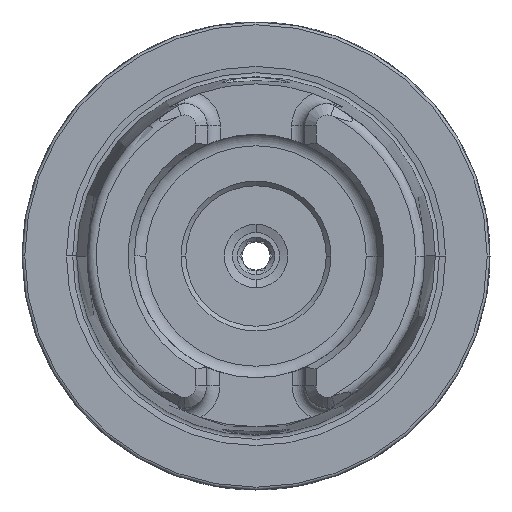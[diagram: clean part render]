
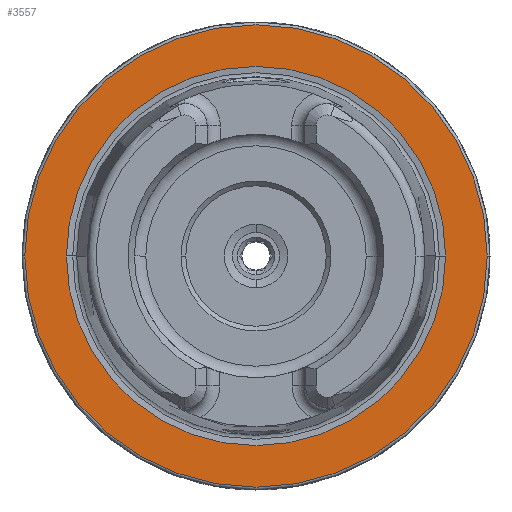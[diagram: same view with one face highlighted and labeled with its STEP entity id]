
A CAD part, left-side view. The second image highlights one B-rep face of the part: STEP entity #3557.
In plain terms, the highlighted planar face has unit normal (-1, 0, 0).
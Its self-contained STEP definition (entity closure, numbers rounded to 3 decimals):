
#31 = AXIS2_PLACEMENT_3D ( 'NONE', #5018, #4977, #3006 ) ;
#842 = DIRECTION ( 'NONE',  ( 0., -1., 0. ) ) ;
#899 = EDGE_LOOP ( 'NONE', ( #8076, #2701 ) ) ;
#993 = DIRECTION ( 'NONE',  ( 0., -1., 0. ) ) ;
#1294 = CARTESIAN_POINT ( 'NONE',  ( 0., 0., 0. ) ) ;
#1395 = DIRECTION ( 'NONE',  ( -1., 0., 0. ) ) ;
#1479 = VERTEX_POINT ( 'NONE', #7419 ) ;
#1495 = CARTESIAN_POINT ( 'NONE',  ( 0., 20.258, 0. ) ) ;
#1692 = DIRECTION ( 'NONE',  ( -1., 0., 0. ) ) ;
#1969 = CIRCLE ( 'NONE', #6775, 20.258 ) ;
#1971 = CARTESIAN_POINT ( 'NONE',  ( 0., -24.7, 0. ) ) ;
#1986 = CARTESIAN_POINT ( 'NONE',  ( 0., 0., 0. ) ) ;
#2135 = CIRCLE ( 'NONE', #6394, 24.7 ) ;
#2282 = EDGE_CURVE ( 'NONE', #1479, #6116, #7742, .T. ) ;
#2407 = CARTESIAN_POINT ( 'NONE',  ( 0., 0., 0. ) ) ;
#2701 = ORIENTED_EDGE ( 'NONE', *, *, #2947, .T. ) ;
#2947 = EDGE_CURVE ( 'NONE', #7326, #7287, #2135, .T. ) ;
#3006 = DIRECTION ( 'NONE',  ( 0., 1., 0. ) ) ;
#3557 = ADVANCED_FACE ( 'NONE', ( #6281, #3690 ), #6315, .F. ) ;
#3640 = EDGE_CURVE ( 'NONE', #7287, #7326, #8193, .T. ) ;
#3690 = FACE_OUTER_BOUND ( 'NONE', #899, .T. ) ;
#4000 = ORIENTED_EDGE ( 'NONE', *, *, #2282, .F. ) ;
#4157 = AXIS2_PLACEMENT_3D ( 'NONE', #7983, #4264, #993 ) ;
#4264 = DIRECTION ( 'NONE',  ( -1., 0., 0. ) ) ;
#4478 = CARTESIAN_POINT ( 'NONE',  ( 0., 24.7, 0. ) ) ;
#4977 = DIRECTION ( 'NONE',  ( 1., 0., 0. ) ) ;
#5018 = CARTESIAN_POINT ( 'NONE',  ( 0., 24.7, 0. ) ) ;
#5815 = DIRECTION ( 'NONE',  ( 0., -1., 0. ) ) ;
#6116 = VERTEX_POINT ( 'NONE', #1495 ) ;
#6281 = FACE_BOUND ( 'NONE', #6632, .T. ) ;
#6292 = DIRECTION ( 'NONE',  ( 0., -1., 0. ) ) ;
#6315 = PLANE ( 'NONE',  #31 ) ;
#6394 = AXIS2_PLACEMENT_3D ( 'NONE', #1986, #1395, #842 ) ;
#6411 = ORIENTED_EDGE ( 'NONE', *, *, #6760, .F. ) ;
#6462 = AXIS2_PLACEMENT_3D ( 'NONE', #1294, #6983, #5815 ) ;
#6632 = EDGE_LOOP ( 'NONE', ( #4000, #6411 ) ) ;
#6760 = EDGE_CURVE ( 'NONE', #6116, #1479, #1969, .T. ) ;
#6775 = AXIS2_PLACEMENT_3D ( 'NONE', #2407, #1692, #6292 ) ;
#6983 = DIRECTION ( 'NONE',  ( -1., 0., 0. ) ) ;
#7287 = VERTEX_POINT ( 'NONE', #1971 ) ;
#7326 = VERTEX_POINT ( 'NONE', #4478 ) ;
#7419 = CARTESIAN_POINT ( 'NONE',  ( 0., -20.258, 0. ) ) ;
#7742 = CIRCLE ( 'NONE', #4157, 20.258 ) ;
#7983 = CARTESIAN_POINT ( 'NONE',  ( 0., 0., 0. ) ) ;
#8076 = ORIENTED_EDGE ( 'NONE', *, *, #3640, .T. ) ;
#8193 = CIRCLE ( 'NONE', #6462, 24.7 ) ;
